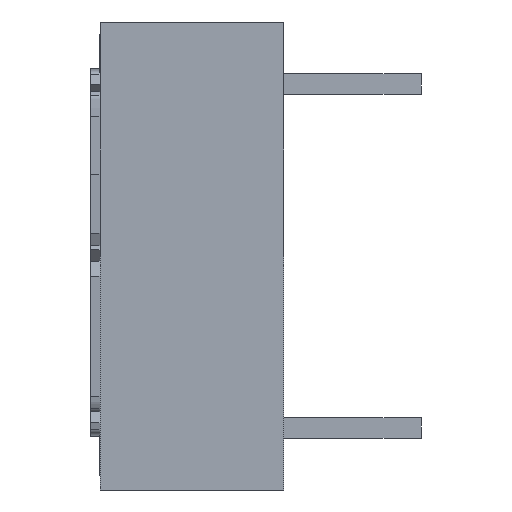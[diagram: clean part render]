
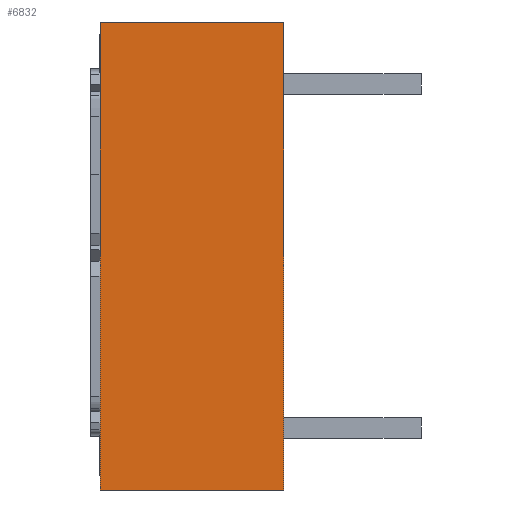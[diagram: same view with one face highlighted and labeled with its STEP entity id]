
A CAD part, left-side view. The second image highlights one B-rep face of the part: STEP entity #6832.
In plain terms, the highlighted planar face has unit normal (-1, 0, 0).
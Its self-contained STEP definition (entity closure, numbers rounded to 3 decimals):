
#129 = VERTEX_POINT ( 'NONE', #8919 ) ;
#179 = DIRECTION ( 'NONE',  ( 0., 0., 1. ) ) ;
#257 = PLANE ( 'NONE',  #721 ) ;
#721 = AXIS2_PLACEMENT_3D ( 'NONE', #3722, #9977, #9036 ) ;
#747 = EDGE_LOOP ( 'NONE', ( #10922, #10141, #11186, #8516 ) ) ;
#1017 = DIRECTION ( 'NONE',  ( 0., -1., 0. ) ) ;
#1121 = LINE ( 'NONE', #7154, #10539 ) ;
#1340 = EDGE_CURVE ( 'NONE', #129, #3227, #11138, .T. ) ;
#1532 = VECTOR ( 'NONE', #6046, 1000. ) ;
#1577 = EDGE_CURVE ( 'NONE', #3227, #9055, #8366, .T. ) ;
#1858 = VECTOR ( 'NONE', #9920, 1000. ) ;
#2792 = CARTESIAN_POINT ( 'NONE',  ( -15., 4., 5.1 ) ) ;
#3150 = EDGE_CURVE ( 'NONE', #6437, #9055, #7072, .T. ) ;
#3227 = VERTEX_POINT ( 'NONE', #7040 ) ;
#3722 = CARTESIAN_POINT ( 'NONE',  ( -15., 4., 5.1 ) ) ;
#4352 = VECTOR ( 'NONE', #1017, 1000. ) ;
#4586 = CARTESIAN_POINT ( 'NONE',  ( -15., 4., -5.1 ) ) ;
#4729 = CARTESIAN_POINT ( 'NONE',  ( -15., 0., 5.1 ) ) ;
#4742 = FACE_OUTER_BOUND ( 'NONE', #747, .T. ) ;
#6046 = DIRECTION ( 'NONE',  ( 0., -1., 0. ) ) ;
#6437 = VERTEX_POINT ( 'NONE', #2792 ) ;
#6832 = ADVANCED_FACE ( 'NONE', ( #4742 ), #257, .F. ) ;
#7040 = CARTESIAN_POINT ( 'NONE',  ( -15., 0., -5.1 ) ) ;
#7072 = LINE ( 'NONE', #7750, #1532 ) ;
#7154 = CARTESIAN_POINT ( 'NONE',  ( -15., 4., 5.1 ) ) ;
#7373 = EDGE_CURVE ( 'NONE', #129, #6437, #1121, .T. ) ;
#7750 = CARTESIAN_POINT ( 'NONE',  ( -15., 4., 5.1 ) ) ;
#7958 = CARTESIAN_POINT ( 'NONE',  ( -15., 0., 5.1 ) ) ;
#8366 = LINE ( 'NONE', #7958, #1858 ) ;
#8516 = ORIENTED_EDGE ( 'NONE', *, *, #1340, .T. ) ;
#8919 = CARTESIAN_POINT ( 'NONE',  ( -15., 4., -5.1 ) ) ;
#9036 = DIRECTION ( 'NONE',  ( 0., 0., -1. ) ) ;
#9055 = VERTEX_POINT ( 'NONE', #4729 ) ;
#9920 = DIRECTION ( 'NONE',  ( 0., 0., 1. ) ) ;
#9977 = DIRECTION ( 'NONE',  ( 1., 0., 0. ) ) ;
#10141 = ORIENTED_EDGE ( 'NONE', *, *, #3150, .F. ) ;
#10539 = VECTOR ( 'NONE', #179, 1000. ) ;
#10922 = ORIENTED_EDGE ( 'NONE', *, *, #1577, .T. ) ;
#11138 = LINE ( 'NONE', #4586, #4352 ) ;
#11186 = ORIENTED_EDGE ( 'NONE', *, *, #7373, .F. ) ;
